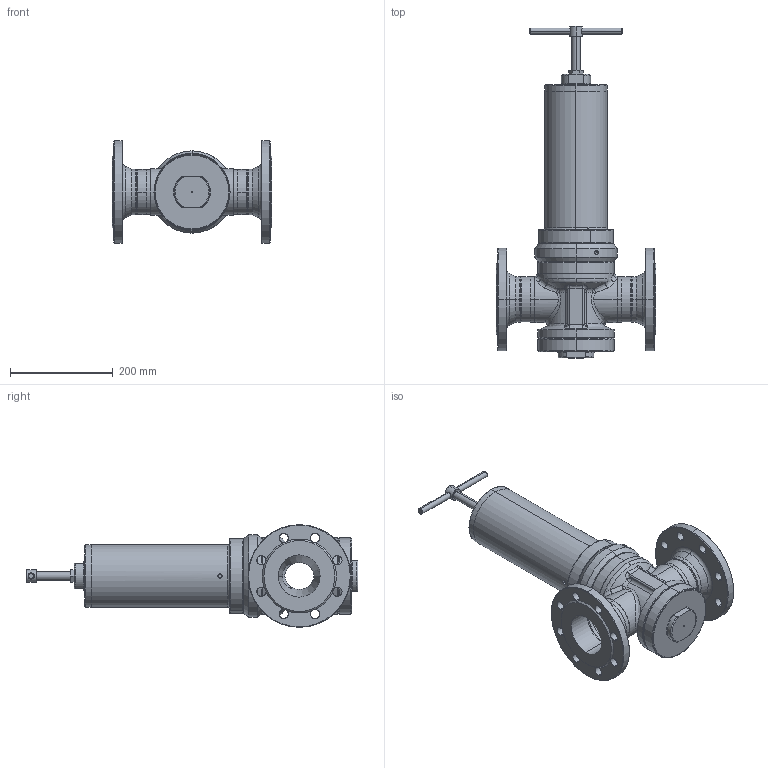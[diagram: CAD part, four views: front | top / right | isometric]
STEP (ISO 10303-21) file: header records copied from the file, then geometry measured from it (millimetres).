
FILE_DESCRIPTION (( 'STEP AP203' ), '1' );
FILE_NAME ('Typ 81 BG IIIB D080G.STEP', '2019-10-09T07:54:49', ( '' ), ( '' ), 'SwSTEP 2.0', 'SolidWorks 2016', '' );
FILE_SCHEMA (( 'CONFIG_CONTROL_DESIGN' ));
Length unit declared in the file: millimetre
Products named in the file (1): Typ 81 BG IIIB D080G
Bounding box: 310 x 646 x 200 mm (x, y, z)
Volume: 3219502.9 mm3; surface area: 803892.3 mm2
Topology: 10 solids, 10 shells, 533 faces, 1240 edges, 734 vertices
Faces by surface type: cylinder 191, cone 120, torus 92, plane 76, bspline 54
Entity records: 20063 total; most frequent: CARTESIAN_POINT 7934, DIRECTION 2668, ORIENTED_EDGE 2452, EDGE_CURVE 1226, AXIS2_PLACEMENT_3D 1178, VERTEX_POINT 734, CIRCLE 698, EDGE_LOOP 612
